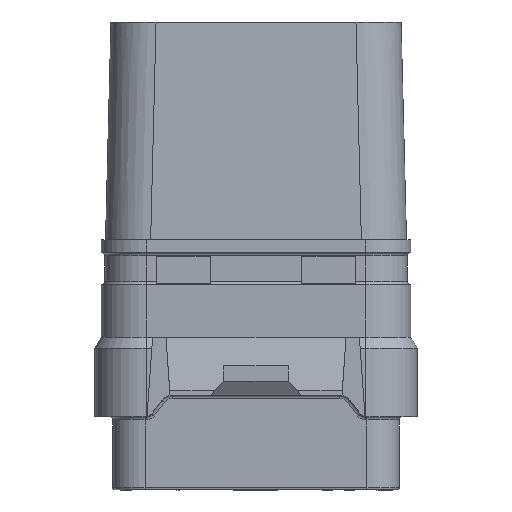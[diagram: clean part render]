
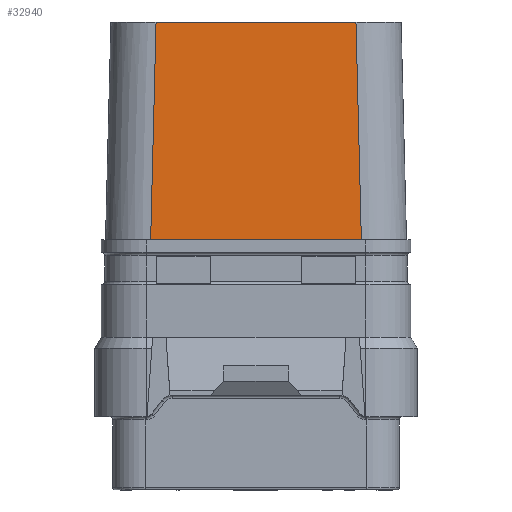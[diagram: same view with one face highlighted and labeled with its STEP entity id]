
A CAD part, front view. The second image highlights one B-rep face of the part: STEP entity #32940.
In plain terms, the highlighted planar face has unit normal (0, -1, 0.025).
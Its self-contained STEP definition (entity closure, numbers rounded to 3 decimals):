
#47=DIRECTION('',(1.,0.,0.));
#48=VECTOR('',#47,9.8);
#49=CARTESIAN_POINT('',(-4.9,-6.,0.));
#50=LINE('',#49,#48);
#93=DIRECTION('',(-0.025,0.025,0.999));
#94=VECTOR('',#93,10.126);
#95=CARTESIAN_POINT('',(4.9,-6.,0.));
#96=LINE('',#95,#94);
#97=DIRECTION('',(0.025,0.025,0.999));
#98=VECTOR('',#97,10.126);
#99=CARTESIAN_POINT('',(-4.9,-6.,0.));
#100=LINE('',#99,#98);
#228=DIRECTION('',(1.,0.,0.));
#229=VECTOR('',#228,9.3);
#230=CARTESIAN_POINT('',(-4.65,-5.75,10.12));
#231=LINE('',#230,#229);
#25816=CARTESIAN_POINT('',(-4.65,-5.75,10.12));
#25817=VERTEX_POINT('',#25816);
#25818=CARTESIAN_POINT('',(4.65,-5.75,10.12));
#25819=VERTEX_POINT('',#25818);
#25832=CARTESIAN_POINT('',(-4.9,-6.,0.));
#25833=VERTEX_POINT('',#25832);
#25834=CARTESIAN_POINT('',(4.9,-6.,0.));
#25835=VERTEX_POINT('',#25834);
#32927=CARTESIAN_POINT('',(0.,-5.875,5.06));
#32928=DIRECTION('',(0.,-1.,0.025));
#32929=DIRECTION('',(1.,0.,0.));
#32930=AXIS2_PLACEMENT_3D('',#32927,#32928,#32929);
#32931=PLANE('',#32930);
#32932=ORIENTED_EDGE('',*,*,#32761,.F.);
#32934=ORIENTED_EDGE('',*,*,#32933,.T.);
#32936=ORIENTED_EDGE('',*,*,#32935,.T.);
#32937=ORIENTED_EDGE('',*,*,#32919,.F.);
#32938=EDGE_LOOP('',(#32932,#32934,#32936,#32937));
#32939=FACE_OUTER_BOUND('',#32938,.F.);
#32940=ADVANCED_FACE('',(#32939),#32931,.T.);
#32761=EDGE_CURVE('',#25833,#25835,#50,.T.);
#32919=EDGE_CURVE('',#25835,#25819,#96,.T.);
#32933=EDGE_CURVE('',#25833,#25817,#100,.T.);
#32935=EDGE_CURVE('',#25817,#25819,#231,.T.);
